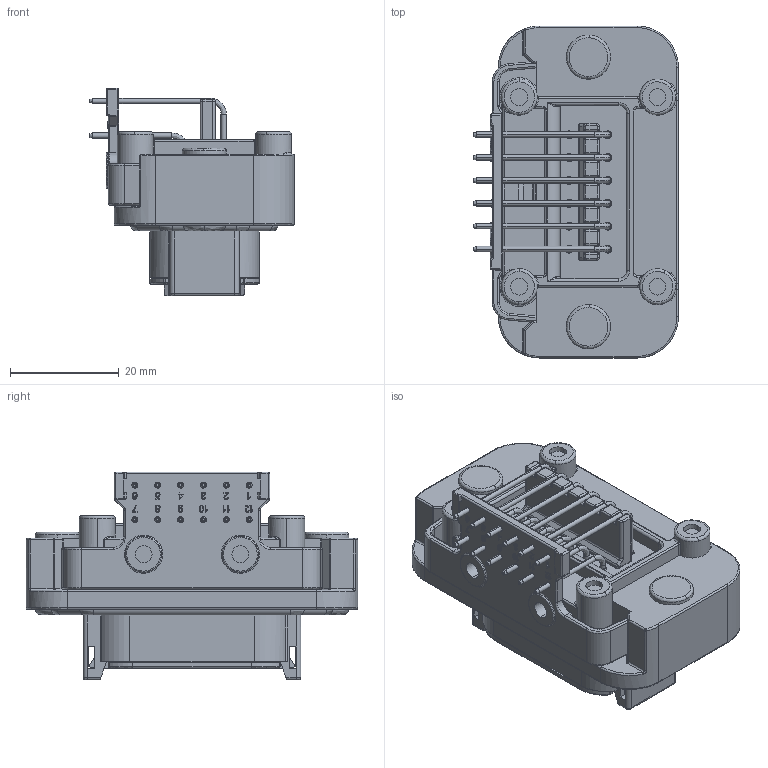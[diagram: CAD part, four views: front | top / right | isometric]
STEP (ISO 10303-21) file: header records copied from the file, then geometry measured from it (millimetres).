
FILE_DESCRIPTION (( 'STEP AP214' ), '1' );
FILE_NAME ('C-ATM13-12PA-BM01_3D.stp', '2018-09-04T18:57:31', ( '' ), ( '' ), 'SwSTEP 2.0', 'SolidWorks 2018', '' );
FILE_SCHEMA (( 'AUTOMOTIVE_DESIGN' ));
Length unit declared in the file: millimetre
Products named in the file (1): C-ATM13-12PA-BM01_3D
Bounding box: 37.65 x 60.96 x 38.2 mm (x, y, z)
Volume: 27723 mm3; surface area: 17122.9 mm2
Topology: 1 solids, 4 shells, 2116 faces, 5528 edges, 3359 vertices
Faces by surface type: bspline 857, plane 589, cylinder 529, cone 136, torus 5
Entity records: 79099 total; most frequent: CARTESIAN_POINT 33420, ORIENTED_EDGE 10754, DIRECTION 7591, EDGE_CURVE 5377, VERTEX_POINT 3359, AXIS2_PLACEMENT_3D 2593, LINE 2405, VECTOR 2405
